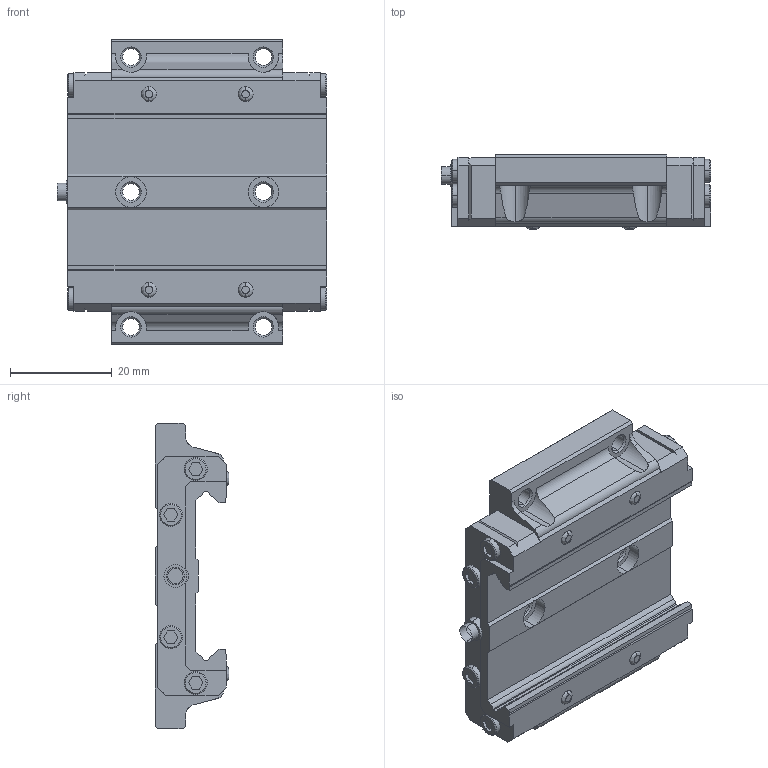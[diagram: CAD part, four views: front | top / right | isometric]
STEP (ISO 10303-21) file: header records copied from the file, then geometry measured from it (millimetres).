
FILE_DESCRIPTION (( 'STEP AP214' ), '1' );
FILE_NAME ('HRW17CAUU.STEP', '2020-06-15T07:41:55', ( '' ), ( '' ), 'SwSTEP 2.0', 'SolidWorks 2020', '' );
FILE_SCHEMA (( 'AUTOMOTIVE_DESIGN' ));
Length unit declared in the file: millimetre
Products named in the file (3): _HRW17CAUUPB1071 Slide17-60; HRW17CAUU; _HRW-PB107_grease_nipple_joint
Assembly tree (2 placements, depth 2):
  HRW17CAUU
    _HRW17CAUUPB1071 Slide17-60
    _HRW-PB107_grease_nipple_joint
Bounding box: 52.85 x 14.5 x 60 mm (x, y, z)
Volume: 25299.6 mm3; surface area: 9523.4 mm2
Topology: 1 solids, 2 shells, 294 faces, 768 edges, 502 vertices
Faces by surface type: plane 184, cylinder 62, cone 40, bspline 8
Entity records: 9285 total; most frequent: CARTESIAN_POINT 1852, ORIENTED_EDGE 1534, DIRECTION 1514, EDGE_CURVE 768, VECTOR 546, LINE 546, VERTEX_POINT 502, AXIS2_PLACEMENT_3D 484
